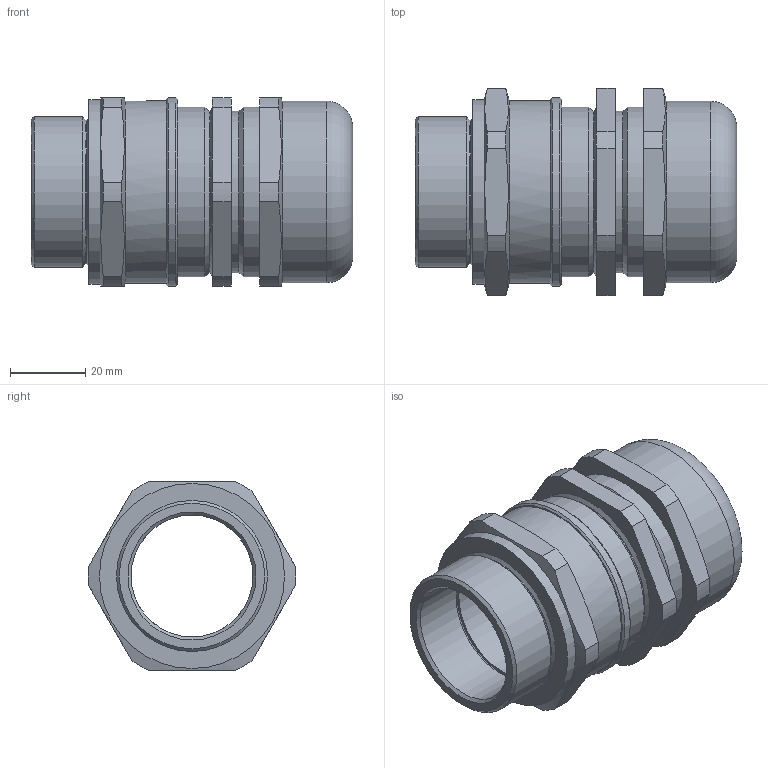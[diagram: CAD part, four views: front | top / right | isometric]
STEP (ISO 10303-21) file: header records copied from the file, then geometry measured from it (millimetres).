
FILE_DESCRIPTION (( 'STEP AP203' ), '1' );
FILE_NAME ('40SS2K1RA.STEP', '2017-09-20T14:35:08', ( '' ), ( '' ), 'SwSTEP 2.0', 'SolidWorks 2017', '' );
FILE_SCHEMA (( 'CONFIG_CONTROL_DESIGN' ));
Length unit declared in the file: millimetre
Products named in the file (1): 40SS2K1RA
Bounding box: 85.22 x 54.97 x 50 mm (x, y, z)
Surface area: 29343 mm2 (no closed solid volume)
Topology: 0 solids, 15 shells, 103 faces, 400 edges, 314 vertices
Faces by surface type: plane 40, cylinder 34, cone 16, bspline 12, torus 1
Full cylindrical faces by diameter (mm): 32.3 x3, 32.4 x1, 32.7 x2, 37.971 x1, 40 x1, 42.718 x1, 42.75 x1, 45 x2, 48.1 x1, 48.3 x1, 49 x1, 50 x1
Entity records: 6085 total; most frequent: CARTESIAN_POINT 3059, ORIENTED_EDGE 521, DIRECTION 513, EDGE_CURVE 361, VERTEX_POINT 308, AXIS2_PLACEMENT_3D 176, EDGE_LOOP 162, VECTOR 161
